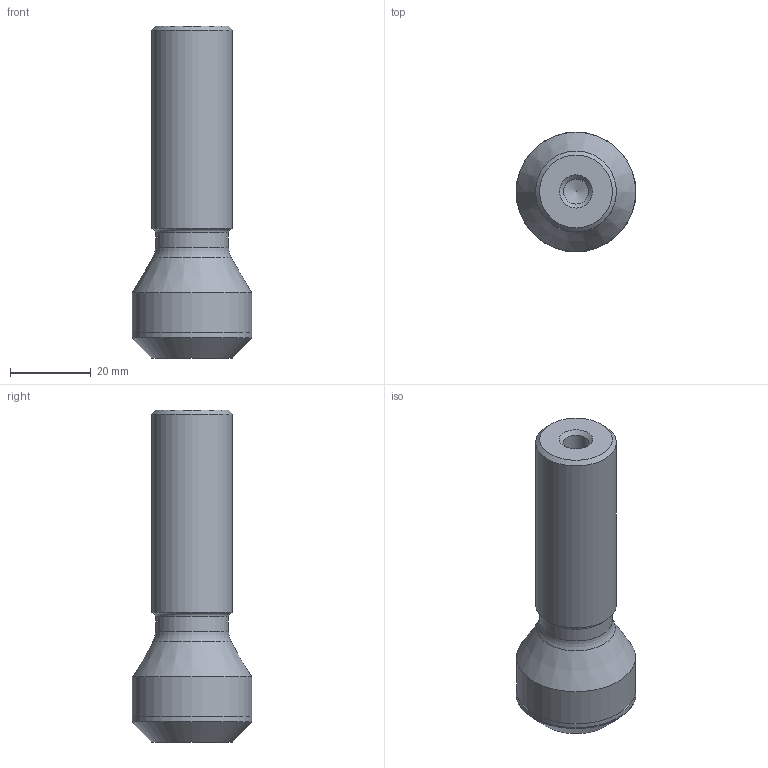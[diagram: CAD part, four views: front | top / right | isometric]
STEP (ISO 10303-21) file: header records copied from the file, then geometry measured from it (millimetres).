
FILE_DESCRIPTION(/* description */ (''),/* implementation_level */ '2;1');
FILE_NAME(/* name */ '20N2R032B20_SSE09_C_115009398ndi000_00_SIM.stp',/* time_stamp */ '2020-01-07T12:56:22+01:00',/* author */ (''),/* organization */ (''),/* preprocessor_version */ 'ST-DEVELOPER v16.7',/* originating_system */ 'SIEMENS PLM Software NX 12.0',/* authorisation */ '');
FILE_SCHEMA (('AUTOMOTIVE_DESIGN { 1 0 10303 214 3 1 1 1 }'));
Length unit declared in the file: millimetre
Products named in the file (1): wq7003709718qib0
Bounding box: 29.64 x 29.64 x 82 mm (x, y, z)
Volume: 33363.3 mm3; surface area: 9691.5 mm2
Topology: 2 solids, 2 shells, 23 faces, 44 edges, 26 vertices
Faces by surface type: revolution 6, cone 6, plane 5, cylinder 4, torus 2
Full cylindrical faces by diameter (mm): 6.2 x1, 18 x1, 19.971 x1, 29.47 x1
Entity records: 549 total; most frequent: CARTESIAN_POINT 117, DIRECTION 86, FACE_BOUND 44, EDGE_LOOP 44, ORIENTED_EDGE 44, AXIS2_PLACEMENT_3D 40, ADVANCED_FACE 23, VERTEX_POINT 23
